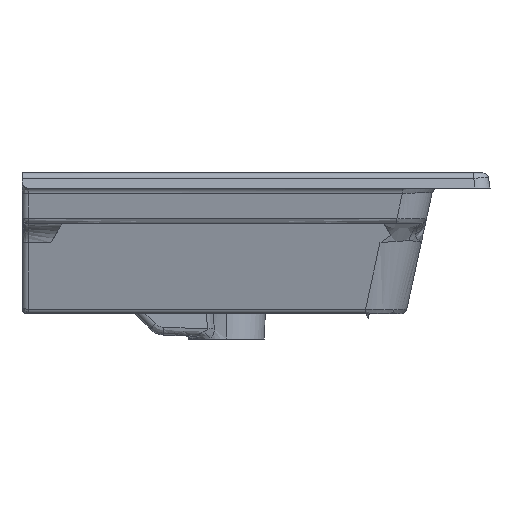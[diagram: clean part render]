
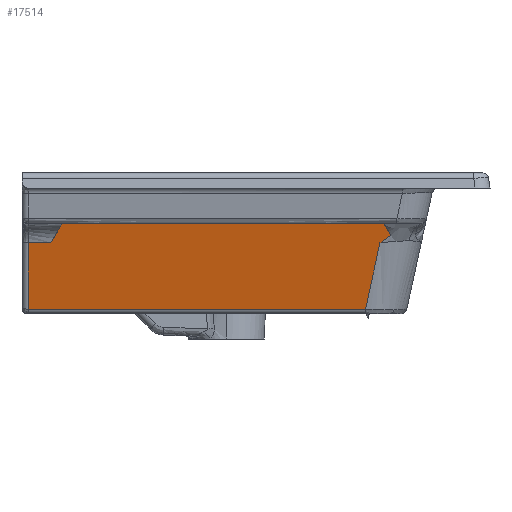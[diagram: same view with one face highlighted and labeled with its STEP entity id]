
A CAD part, left-side view. The second image highlights one B-rep face of the part: STEP entity #17514.
In plain terms, the highlighted free-form (B-spline) face has degree [1, 1] with [2, 2] control points.
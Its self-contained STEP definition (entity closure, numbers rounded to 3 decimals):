
#985 = ORIENTED_EDGE ( 'NONE', *, *, #34532, .T. ) ;
#1224 = CARTESIAN_POINT ( 'NONE',  ( -253.391, -126.433, -67.826 ) ) ;
#1856 = CARTESIAN_POINT ( 'NONE',  ( -238.049, -109.778, -135.33 ) ) ;
#2016 = CARTESIAN_POINT ( 'NONE',  ( -253.864, -129.419, -65.744 ) ) ;
#2028 = CARTESIAN_POINT ( 'NONE',  ( -238.049, 225.5, -135.33 ) ) ;
#2428 = ORIENTED_EDGE ( 'NONE', *, *, #30332, .T. ) ;
#3181 = VERTEX_POINT ( 'NONE', #39241 ) ;
#3328 = B_SPLINE_SURFACE_WITH_KNOTS ( 'NONE', 1, 1, ( 
 ( #5952, #2028 ),
 ( #21966, #37992 ) ),
 .UNSPECIFIED., .F., .F., .F.,
 ( 2, 2 ),
 ( 2, 2 ),
 ( 0., 1. ),
 ( 0., 1. ),
 .UNSPECIFIED. ) ;
#4270 = CARTESIAN_POINT ( 'NONE',  ( -258.329, -125.695, -46.098 ) ) ;
#4900 = CARTESIAN_POINT ( 'NONE',  ( -253.331, -126.058, -68.092 ) ) ;
#5118 = ORIENTED_EDGE ( 'NONE', *, *, #30519, .T. ) ;
#5166 = CARTESIAN_POINT ( 'NONE',  ( -253.02, -124.16, -69.459 ) ) ;
#5423 = CARTESIAN_POINT ( 'NONE',  ( -253.448, -126.788, -67.574 ) ) ;
#5692 = ORIENTED_EDGE ( 'NONE', *, *, #36803, .T. ) ;
#5952 = CARTESIAN_POINT ( 'NONE',  ( -238.049, -137.085, -135.33 ) ) ;
#6090 = B_SPLINE_CURVE_WITH_KNOTS ( 'NONE', 3,
 ( #9805, #9542, #37908, #21358 ),
 .UNSPECIFIED., .F., .F.,
 ( 4, 4 ),
 ( 0., 1. ),
 .UNSPECIFIED. ) ;
#6943 = ORIENTED_EDGE ( 'NONE', *, *, #32027, .T. ) ;
#8215 = CARTESIAN_POINT ( 'NONE',  ( -265.624, -107.24, -14. ) ) ;
#8569 = CARTESIAN_POINT ( 'NONE',  ( -253.207, -125.297, -68.637 ) ) ;
#8981 = EDGE_CURVE ( 'NONE', #39398, #3181, #43025, .T. ) ;
#9355 = CARTESIAN_POINT ( 'NONE',  ( -253.421, -126.618, -67.695 ) ) ;
#9542 = CARTESIAN_POINT ( 'NONE',  ( -261.423, 181.389, -32.486 ) ) ;
#9805 = CARTESIAN_POINT ( 'NONE',  ( -265.624, 170.715, -14. ) ) ;
#9881 = CARTESIAN_POINT ( 'NONE',  ( -253.814, -129.093, -65.967 ) ) ;
#12396 = CARTESIAN_POINT ( 'NONE',  ( -253.02, 225.5, -69.459 ) ) ;
#12605 = VERTEX_POINT ( 'NONE', #36834 ) ;
#14111 = CARTESIAN_POINT ( 'NONE',  ( -248.03, -119.366, -91.416 ) ) ;
#14943 = CARTESIAN_POINT ( 'NONE',  ( -253.02, 225.5, -69.459 ) ) ;
#17514 = ADVANCED_FACE ( 'NONE', ( #37482 ), #3328, .T. ) ;
#18001 = CARTESIAN_POINT ( 'NONE',  ( -253.843, -129.283, -65.837 ) ) ;
#19938 = ORIENTED_EDGE ( 'NONE', *, *, #31090, .T. ) ;
#20750 = VERTEX_POINT ( 'NONE', #37085 ) ;
#20892 = CARTESIAN_POINT ( 'NONE',  ( -253.442, -126.75, -67.601 ) ) ;
#21358 = CARTESIAN_POINT ( 'NONE',  ( -253.02, 202.735, -69.459 ) ) ;
#21431 = CARTESIAN_POINT ( 'NONE',  ( -253.524, -127.261, -67.24 ) ) ;
#21771 = B_SPLINE_CURVE_WITH_KNOTS ( 'NONE', 1,
 ( #39633, #39886 ),
 .UNSPECIFIED., .F., .F.,
 ( 2, 2 ),
 ( 0., 1. ),
 .UNSPECIFIED. ) ;
#21966 = CARTESIAN_POINT ( 'NONE',  ( -265.624, -137.085, -14. ) ) ;
#22956 = CARTESIAN_POINT ( 'NONE',  ( -265.624, 170.715, -14. ) ) ;
#23070 = EDGE_LOOP ( 'NONE', ( #48529, #985, #5692, #5118, #44355, #6943, #2428, #19938 ) ) ;
#24608 = VERTEX_POINT ( 'NONE', #12396 ) ;
#25214 = CARTESIAN_POINT ( 'NONE',  ( -238.049, 225.5, -135.33 ) ) ;
#25331 = B_SPLINE_CURVE_WITH_KNOTS ( 'NONE', 1,
 ( #30447, #14943 ),
 .UNSPECIFIED., .F., .F.,
 ( 2, 2 ),
 ( 0., 1. ),
 .UNSPECIFIED. ) ;
#25897 = CARTESIAN_POINT ( 'NONE',  ( -253.858, -129.378, -65.772 ) ) ;
#26751 = VERTEX_POINT ( 'NONE', #31436 ) ;
#27134 = VERTEX_POINT ( 'NONE', #44197 ) ;
#27921 = CARTESIAN_POINT ( 'NONE',  ( -254.682, -134.922, -62.147 ) ) ;
#28010 = B_SPLINE_CURVE_WITH_KNOTS ( 'NONE', 3,
 ( #5166, #45067, #8569, #4900, #1224, #9355, #41404, #20892, #36942, #5423, #21431, #37470, #50328, #9881, #18001, #25897, #2016, #41919, #34034, #38252, #45861, #30364 ),
 .UNSPECIFIED., .F., .F.,
 ( 4, 1, 1, 1, 1, 1, 2, 2, 1, 1, 1, 1, 1, 2, 2, 4 ),
 ( 0., 0.125, 0.188, 0.219, 0.234, 0.242, 0.246, 0.25, 0.375, 0.438, 0.469, 0.484, 0.492, 0.496, 0.5, 1. ),
 .UNSPECIFIED. ) ;
#30332 = EDGE_CURVE ( 'NONE', #32339, #27134, #28010, .T. ) ;
#30364 = CARTESIAN_POINT ( 'NONE',  ( -254.682, -134.922, -62.147 ) ) ;
#30447 = CARTESIAN_POINT ( 'NONE',  ( -253.02, 202.735, -69.459 ) ) ;
#30519 = EDGE_CURVE ( 'NONE', #24608, #26751, #21771, .T. ) ;
#31090 = EDGE_CURVE ( 'NONE', #27134, #39398, #38634, .T. ) ;
#31436 = CARTESIAN_POINT ( 'NONE',  ( -238.049, 225.5, -135.33 ) ) ;
#32027 = EDGE_CURVE ( 'NONE', #12605, #32339, #48941, .T. ) ;
#32054 = CARTESIAN_POINT ( 'NONE',  ( -265.624, -107.24, -14. ) ) ;
#32313 = CARTESIAN_POINT ( 'NONE',  ( -253.02, -124.16, -69.459 ) ) ;
#32339 = VERTEX_POINT ( 'NONE', #32313 ) ;
#34034 = CARTESIAN_POINT ( 'NONE',  ( -253.87, -129.458, -65.717 ) ) ;
#34336 = CARTESIAN_POINT ( 'NONE',  ( -238.049, -109.778, -135.33 ) ) ;
#34532 = EDGE_CURVE ( 'NONE', #3181, #20750, #6090, .T. ) ;
#35422 = B_SPLINE_CURVE_WITH_KNOTS ( 'NONE', 1,
 ( #25214, #1856 ),
 .UNSPECIFIED., .F., .F.,
 ( 2, 2 ),
 ( 0., 1. ),
 .UNSPECIFIED. ) ;
#36803 = EDGE_CURVE ( 'NONE', #20750, #24608, #25331, .T. ) ;
#36834 = CARTESIAN_POINT ( 'NONE',  ( -238.049, -109.778, -135.33 ) ) ;
#36942 = CARTESIAN_POINT ( 'NONE',  ( -253.446, -126.776, -67.583 ) ) ;
#37085 = CARTESIAN_POINT ( 'NONE',  ( -253.02, 202.735, -69.459 ) ) ;
#37470 = CARTESIAN_POINT ( 'NONE',  ( -253.632, -127.938, -66.765 ) ) ;
#37482 = FACE_OUTER_BOUND ( 'NONE', #23070, .T. ) ;
#37908 = CARTESIAN_POINT ( 'NONE',  ( -257.221, 192.062, -50.973 ) ) ;
#37992 = CARTESIAN_POINT ( 'NONE',  ( -265.624, 225.5, -14. ) ) ;
#38252 = CARTESIAN_POINT ( 'NONE',  ( -254.166, -131.363, -64.417 ) ) ;
#38634 = B_SPLINE_CURVE_WITH_KNOTS ( 'NONE', 3,
 ( #27921, #4270, #43942, #8215 ),
 .UNSPECIFIED., .F., .F.,
 ( 4, 4 ),
 ( 0., 1. ),
 .UNSPECIFIED. ) ;
#39069 = CARTESIAN_POINT ( 'NONE',  ( -253.02, -124.16, -69.459 ) ) ;
#39241 = CARTESIAN_POINT ( 'NONE',  ( -265.624, 170.715, -14. ) ) ;
#39398 = VERTEX_POINT ( 'NONE', #50369 ) ;
#39633 = CARTESIAN_POINT ( 'NONE',  ( -253.02, 225.5, -69.459 ) ) ;
#39886 = CARTESIAN_POINT ( 'NONE',  ( -238.049, 225.5, -135.33 ) ) ;
#41404 = CARTESIAN_POINT ( 'NONE',  ( -253.436, -126.71, -67.629 ) ) ;
#41919 = CARTESIAN_POINT ( 'NONE',  ( -253.868, -129.446, -65.726 ) ) ;
#42268 = EDGE_CURVE ( 'NONE', #26751, #12605, #35422, .T. ) ;
#43025 = B_SPLINE_CURVE_WITH_KNOTS ( 'NONE', 1,
 ( #32054, #22956 ),
 .UNSPECIFIED., .F., .F.,
 ( 2, 2 ),
 ( 0., 1. ),
 .UNSPECIFIED. ) ;
#43261 = CARTESIAN_POINT ( 'NONE',  ( -243.039, -114.572, -113.373 ) ) ;
#43942 = CARTESIAN_POINT ( 'NONE',  ( -261.977, -116.468, -30.049 ) ) ;
#44197 = CARTESIAN_POINT ( 'NONE',  ( -254.682, -134.922, -62.147 ) ) ;
#44355 = ORIENTED_EDGE ( 'NONE', *, *, #42268, .T. ) ;
#45067 = CARTESIAN_POINT ( 'NONE',  ( -253.096, -124.621, -69.125 ) ) ;
#45861 = CARTESIAN_POINT ( 'NONE',  ( -254.436, -133.179, -63.23 ) ) ;
#48529 = ORIENTED_EDGE ( 'NONE', *, *, #8981, .T. ) ;
#48941 = B_SPLINE_CURVE_WITH_KNOTS ( 'NONE', 3,
 ( #34336, #43261, #14111, #39069 ),
 .UNSPECIFIED., .F., .F.,
 ( 4, 4 ),
 ( 0., 1. ),
 .UNSPECIFIED. ) ;
#50328 = CARTESIAN_POINT ( 'NONE',  ( -253.754, -128.711, -66.23 ) ) ;
#50369 = CARTESIAN_POINT ( 'NONE',  ( -265.624, -107.24, -14. ) ) ;
